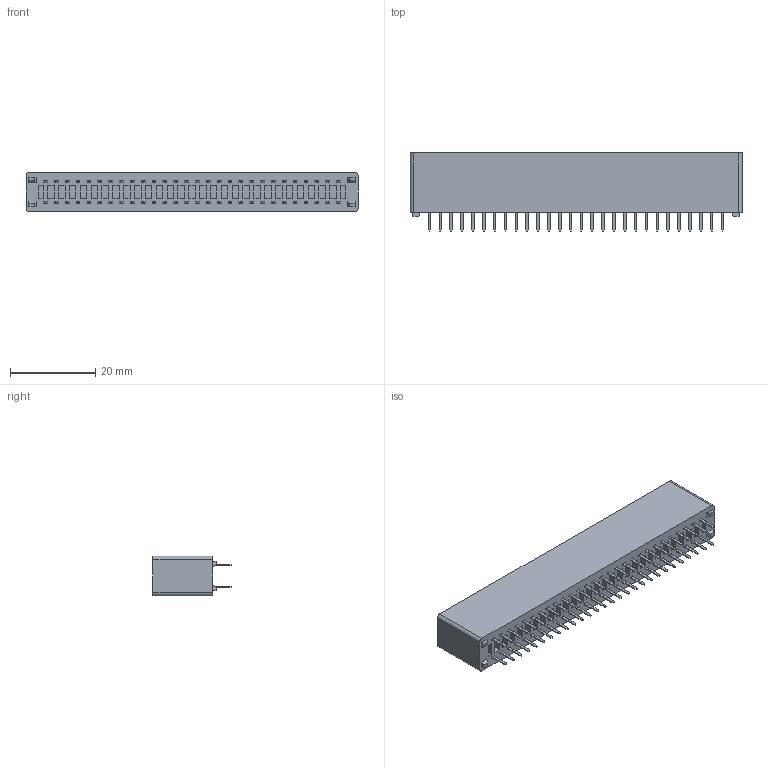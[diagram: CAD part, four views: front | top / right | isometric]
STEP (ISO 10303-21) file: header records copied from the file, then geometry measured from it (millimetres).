
FILE_DESCRIPTION (( 'STEP AP214' ), '1' );
FILE_NAME ('EDGE_CONNECTOR_ASM.STEP', '2023-06-07T18:53:08', ( 'MadCat' ), ( '' ), 'SwSTEP 2.0', 'SolidWorks 2022', '' );
FILE_SCHEMA (( 'AUTOMOTIVE_DESIGN' ));
Length unit declared in the file: millimetre
Products named in the file (3): EDGE_CONNECTOR_ASM; EDGE_CONN_PIN; EDGE_CONN
Assembly tree (57 placements, depth 2):
  EDGE_CONNECTOR_ASM
    EDGE_CONN
    EDGE_CONN_PIN  x56
Bounding box: 77.72 x 18.3 x 9.3 mm (x, y, z)
Volume: 6277.3 mm3; surface area: 14625.7 mm2
Topology: 57 solids, 57 shells, 8080 faces, 18808 edges, 10372 vertices
Faces by surface type: plane 4772, cylinder 2524, sphere 448, bspline 336
Entity records: 34645 total; most frequent: CARTESIAN_POINT 6294, ORIENTED_EDGE 6030, DIRECTION 5379, EDGE_CURVE 3015, LINE 2901, VECTOR 2901, VERTEX_POINT 1902, AXIS2_PLACEMENT_3D 1239
